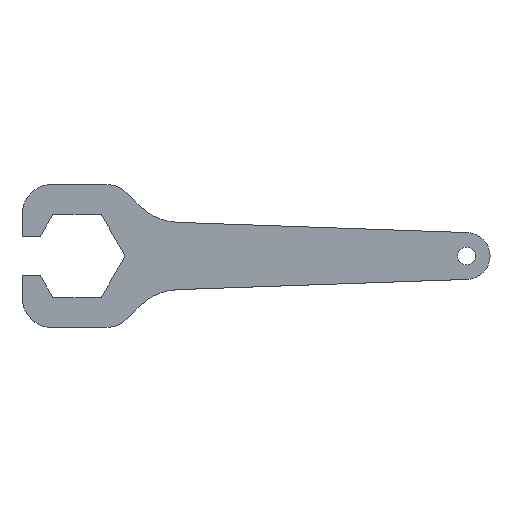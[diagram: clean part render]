
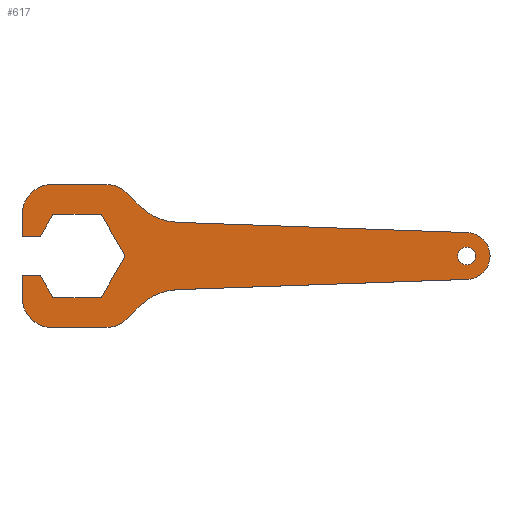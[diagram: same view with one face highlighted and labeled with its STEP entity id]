
A CAD part, top view. The second image highlights one B-rep face of the part: STEP entity #617.
In plain terms, the highlighted planar face has unit normal (0, 0, 1).
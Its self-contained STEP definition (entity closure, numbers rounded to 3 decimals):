
#35=CIRCLE('',#664,1.);
#36=CIRCLE('',#665,1.);
#37=CIRCLE('',#666,1.);
#38=CIRCLE('',#667,1.);
#39=CIRCLE('',#668,1.);
#40=CIRCLE('',#669,1.);
#41=CIRCLE('',#670,1.);
#42=CIRCLE('',#671,11.);
#43=CIRCLE('',#672,11.);
#44=CIRCLE('',#673,20.);
#45=CIRCLE('',#674,8.5);
#46=CIRCLE('',#675,20.);
#47=CIRCLE('',#676,11.);
#48=CIRCLE('',#677,11.);
#49=CIRCLE('',#678,3.25);
#65=ORIENTED_EDGE('',*,*,#249,.T.);
#66=ORIENTED_EDGE('',*,*,#250,.T.);
#67=ORIENTED_EDGE('',*,*,#251,.T.);
#68=ORIENTED_EDGE('',*,*,#252,.T.);
#69=ORIENTED_EDGE('',*,*,#253,.T.);
#70=ORIENTED_EDGE('',*,*,#254,.T.);
#71=ORIENTED_EDGE('',*,*,#255,.T.);
#72=ORIENTED_EDGE('',*,*,#256,.T.);
#73=ORIENTED_EDGE('',*,*,#257,.T.);
#74=ORIENTED_EDGE('',*,*,#258,.T.);
#75=ORIENTED_EDGE('',*,*,#259,.T.);
#76=ORIENTED_EDGE('',*,*,#260,.T.);
#77=ORIENTED_EDGE('',*,*,#261,.T.);
#78=ORIENTED_EDGE('',*,*,#262,.T.);
#79=ORIENTED_EDGE('',*,*,#263,.T.);
#80=ORIENTED_EDGE('',*,*,#264,.T.);
#81=ORIENTED_EDGE('',*,*,#265,.T.);
#82=ORIENTED_EDGE('',*,*,#266,.T.);
#83=ORIENTED_EDGE('',*,*,#267,.T.);
#84=ORIENTED_EDGE('',*,*,#268,.T.);
#85=ORIENTED_EDGE('',*,*,#269,.T.);
#86=ORIENTED_EDGE('',*,*,#270,.T.);
#87=ORIENTED_EDGE('',*,*,#271,.T.);
#88=ORIENTED_EDGE('',*,*,#272,.T.);
#89=ORIENTED_EDGE('',*,*,#273,.T.);
#90=ORIENTED_EDGE('',*,*,#274,.T.);
#91=ORIENTED_EDGE('',*,*,#275,.T.);
#92=ORIENTED_EDGE('',*,*,#276,.T.);
#93=ORIENTED_EDGE('',*,*,#277,.T.);
#94=ORIENTED_EDGE('',*,*,#278,.T.);
#95=ORIENTED_EDGE('',*,*,#279,.T.);
#249=EDGE_CURVE('',#341,#342,#403,.T.);
#250=EDGE_CURVE('',#342,#343,#35,.T.);
#251=EDGE_CURVE('',#343,#344,#404,.T.);
#252=EDGE_CURVE('',#344,#345,#36,.F.);
#253=EDGE_CURVE('',#345,#346,#405,.T.);
#254=EDGE_CURVE('',#346,#347,#37,.F.);
#255=EDGE_CURVE('',#347,#348,#406,.T.);
#256=EDGE_CURVE('',#348,#349,#38,.F.);
#257=EDGE_CURVE('',#349,#350,#407,.T.);
#258=EDGE_CURVE('',#350,#351,#39,.F.);
#259=EDGE_CURVE('',#351,#352,#408,.T.);
#260=EDGE_CURVE('',#352,#353,#40,.F.);
#261=EDGE_CURVE('',#353,#354,#409,.T.);
#262=EDGE_CURVE('',#354,#355,#41,.T.);
#263=EDGE_CURVE('',#355,#356,#410,.T.);
#264=EDGE_CURVE('',#356,#357,#411,.T.);
#265=EDGE_CURVE('',#357,#358,#42,.T.);
#266=EDGE_CURVE('',#358,#359,#412,.T.);
#267=EDGE_CURVE('',#359,#360,#43,.T.);
#268=EDGE_CURVE('',#360,#361,#413,.T.);
#269=EDGE_CURVE('',#361,#362,#44,.F.);
#270=EDGE_CURVE('',#362,#363,#414,.T.);
#271=EDGE_CURVE('',#363,#364,#45,.T.);
#272=EDGE_CURVE('',#364,#365,#415,.T.);
#273=EDGE_CURVE('',#365,#366,#46,.F.);
#274=EDGE_CURVE('',#366,#367,#416,.T.);
#275=EDGE_CURVE('',#367,#368,#47,.T.);
#276=EDGE_CURVE('',#368,#369,#417,.T.);
#277=EDGE_CURVE('',#369,#370,#48,.T.);
#278=EDGE_CURVE('',#370,#341,#418,.T.);
#279=EDGE_CURVE('',#371,#371,#49,.F.);
#341=VERTEX_POINT('',#919);
#342=VERTEX_POINT('',#920);
#343=VERTEX_POINT('',#922);
#344=VERTEX_POINT('',#924);
#345=VERTEX_POINT('',#926);
#346=VERTEX_POINT('',#928);
#347=VERTEX_POINT('',#930);
#348=VERTEX_POINT('',#932);
#349=VERTEX_POINT('',#934);
#350=VERTEX_POINT('',#936);
#351=VERTEX_POINT('',#938);
#352=VERTEX_POINT('',#940);
#353=VERTEX_POINT('',#942);
#354=VERTEX_POINT('',#944);
#355=VERTEX_POINT('',#946);
#356=VERTEX_POINT('',#948);
#357=VERTEX_POINT('',#950);
#358=VERTEX_POINT('',#952);
#359=VERTEX_POINT('',#954);
#360=VERTEX_POINT('',#956);
#361=VERTEX_POINT('',#958);
#362=VERTEX_POINT('',#960);
#363=VERTEX_POINT('',#962);
#364=VERTEX_POINT('',#964);
#365=VERTEX_POINT('',#966);
#366=VERTEX_POINT('',#968);
#367=VERTEX_POINT('',#970);
#368=VERTEX_POINT('',#972);
#369=VERTEX_POINT('',#974);
#370=VERTEX_POINT('',#976);
#371=VERTEX_POINT('',#979);
#403=LINE('',#918,#465);
#404=LINE('',#923,#466);
#405=LINE('',#927,#467);
#406=LINE('',#931,#468);
#407=LINE('',#935,#469);
#408=LINE('',#939,#470);
#409=LINE('',#943,#471);
#410=LINE('',#947,#472);
#411=LINE('',#949,#473);
#412=LINE('',#953,#474);
#413=LINE('',#957,#475);
#414=LINE('',#961,#476);
#415=LINE('',#965,#477);
#416=LINE('',#969,#478);
#417=LINE('',#973,#479);
#418=LINE('',#977,#480);
#465=VECTOR('',#730,1000.);
#466=VECTOR('',#733,1000.);
#467=VECTOR('',#736,1000.);
#468=VECTOR('',#739,1000.);
#469=VECTOR('',#742,1000.);
#470=VECTOR('',#745,1000.);
#471=VECTOR('',#748,1000.);
#472=VECTOR('',#751,1000.);
#473=VECTOR('',#752,1000.);
#474=VECTOR('',#755,1000.);
#475=VECTOR('',#758,1000.);
#476=VECTOR('',#761,1000.);
#477=VECTOR('',#764,1000.);
#478=VECTOR('',#767,1000.);
#479=VECTOR('',#770,1000.);
#480=VECTOR('',#773,1000.);
#527=EDGE_LOOP('',(#65,#66,#67,#68,#69,#70,#71,#72,#73,#74,#75,#76,#77,
#78,#79,#80,#81,#82,#83,#84,#85,#86,#87,#88,#89,#90,#91,#92,#93,#94));
#528=EDGE_LOOP('',(#95));
#563=FACE_BOUND('',#527,.T.);
#564=FACE_BOUND('',#528,.T.);
#599=PLANE('',#663);
#617=ADVANCED_FACE('',(#563,#564),#599,.T.);
#663=AXIS2_PLACEMENT_3D('',#917,#728,#729);
#664=AXIS2_PLACEMENT_3D('',#921,#731,#732);
#665=AXIS2_PLACEMENT_3D('',#925,#734,#735);
#666=AXIS2_PLACEMENT_3D('',#929,#737,#738);
#667=AXIS2_PLACEMENT_3D('',#933,#740,#741);
#668=AXIS2_PLACEMENT_3D('',#937,#743,#744);
#669=AXIS2_PLACEMENT_3D('',#941,#746,#747);
#670=AXIS2_PLACEMENT_3D('',#945,#749,#750);
#671=AXIS2_PLACEMENT_3D('',#951,#753,#754);
#672=AXIS2_PLACEMENT_3D('',#955,#756,#757);
#673=AXIS2_PLACEMENT_3D('',#959,#759,#760);
#674=AXIS2_PLACEMENT_3D('',#963,#762,#763);
#675=AXIS2_PLACEMENT_3D('',#967,#765,#766);
#676=AXIS2_PLACEMENT_3D('',#971,#768,#769);
#677=AXIS2_PLACEMENT_3D('',#975,#771,#772);
#678=AXIS2_PLACEMENT_3D('',#978,#774,#775);
#728=DIRECTION('',(0.,0.,1.));
#729=DIRECTION('',(1.,0.,0.));
#730=DIRECTION('',(1.,0.,0.));
#731=DIRECTION('',(0.,0.,1.));
#732=DIRECTION('',(1.,0.,0.));
#733=DIRECTION('',(0.5,0.866,0.));
#734=DIRECTION('',(0.,0.,1.));
#735=DIRECTION('',(1.,0.,0.));
#736=DIRECTION('',(1.,0.,0.));
#737=DIRECTION('',(0.,0.,1.));
#738=DIRECTION('',(1.,0.,0.));
#739=DIRECTION('',(0.5,-0.866,0.));
#740=DIRECTION('',(0.,0.,1.));
#741=DIRECTION('',(1.,0.,0.));
#742=DIRECTION('',(-0.5,-0.866,0.));
#743=DIRECTION('',(0.,0.,1.));
#744=DIRECTION('',(1.,0.,0.));
#745=DIRECTION('',(-1.,0.,0.));
#746=DIRECTION('',(0.,0.,1.));
#747=DIRECTION('',(1.,0.,0.));
#748=DIRECTION('',(-0.5,0.866,0.));
#749=DIRECTION('',(0.,0.,1.));
#750=DIRECTION('',(1.,0.,0.));
#751=DIRECTION('',(-1.,0.,0.));
#752=DIRECTION('',(0.,-1.,0.));
#753=DIRECTION('',(0.,0.,1.));
#754=DIRECTION('',(1.,0.,0.));
#755=DIRECTION('',(1.,0.,0.));
#756=DIRECTION('',(0.,0.,1.));
#757=DIRECTION('',(1.,0.,0.));
#758=DIRECTION('',(0.707,0.707,0.));
#759=DIRECTION('',(0.,0.,1.));
#760=DIRECTION('',(1.,0.,0.));
#761=DIRECTION('',(0.999,0.035,0.));
#762=DIRECTION('',(0.,0.,1.));
#763=DIRECTION('',(-1.,0.,0.));
#764=DIRECTION('',(-0.999,0.035,0.));
#765=DIRECTION('',(0.,0.,1.));
#766=DIRECTION('',(1.,0.,0.));
#767=DIRECTION('',(-0.707,0.707,0.));
#768=DIRECTION('',(0.,0.,1.));
#769=DIRECTION('',(1.,0.,0.));
#770=DIRECTION('',(-1.,0.,0.));
#771=DIRECTION('',(0.,0.,1.));
#772=DIRECTION('',(1.,0.,0.));
#773=DIRECTION('',(0.,-1.,0.));
#774=DIRECTION('',(0.,0.,1.));
#775=DIRECTION('',(1.,0.,0.));
#917=CARTESIAN_POINT('',(141.5,0.,3.));
#918=CARTESIAN_POINT('',(141.5,7.,3.));
#919=CARTESIAN_POINT('',(-20.,7.,3.));
#920=CARTESIAN_POINT('',(-14.018,7.,3.));
#921=CARTESIAN_POINT('',(-14.018,8.,3.));
#922=CARTESIAN_POINT('',(-13.152,7.5,3.));
#923=CARTESIAN_POINT('',(-17.482,0.,3.));
#924=CARTESIAN_POINT('',(-9.03,14.64,3.));
#925=CARTESIAN_POINT('',(-8.164,14.14,3.));
#926=CARTESIAN_POINT('',(-8.164,15.14,3.));
#927=CARTESIAN_POINT('',(-8.741,15.14,3.));
#928=CARTESIAN_POINT('',(8.164,15.14,3.));
#929=CARTESIAN_POINT('',(8.164,14.14,3.));
#930=CARTESIAN_POINT('',(9.03,14.64,3.));
#931=CARTESIAN_POINT('',(8.741,15.14,3.));
#932=CARTESIAN_POINT('',(17.193,0.5,3.));
#933=CARTESIAN_POINT('',(16.327,0.,3.));
#934=CARTESIAN_POINT('',(17.193,-0.5,3.));
#935=CARTESIAN_POINT('',(17.482,0.,3.));
#936=CARTESIAN_POINT('',(9.03,-14.64,3.));
#937=CARTESIAN_POINT('',(8.164,-14.14,3.));
#938=CARTESIAN_POINT('',(8.164,-15.14,3.));
#939=CARTESIAN_POINT('',(8.741,-15.14,3.));
#940=CARTESIAN_POINT('',(-8.164,-15.14,3.));
#941=CARTESIAN_POINT('',(-8.164,-14.14,3.));
#942=CARTESIAN_POINT('',(-9.03,-14.64,3.));
#943=CARTESIAN_POINT('',(-8.741,-15.14,3.));
#944=CARTESIAN_POINT('',(-13.152,-7.5,3.));
#945=CARTESIAN_POINT('',(-14.018,-8.,3.));
#946=CARTESIAN_POINT('',(-14.018,-7.,3.));
#947=CARTESIAN_POINT('',(141.5,-7.,3.));
#948=CARTESIAN_POINT('',(-20.,-7.,3.));
#949=CARTESIAN_POINT('',(-20.,26.,3.));
#950=CARTESIAN_POINT('',(-20.,-15.,3.));
#951=CARTESIAN_POINT('',(-9.,-15.,3.));
#952=CARTESIAN_POINT('',(-9.,-26.,3.));
#953=CARTESIAN_POINT('',(-20.,-26.,3.));
#954=CARTESIAN_POINT('',(10.444,-26.,3.));
#955=CARTESIAN_POINT('',(10.444,-15.,3.));
#956=CARTESIAN_POINT('',(18.222,-22.778,3.));
#957=CARTESIAN_POINT('',(28.5,-12.5,3.));
#958=CARTESIAN_POINT('',(22.933,-18.067,3.));
#959=CARTESIAN_POINT('',(37.075,-32.209,3.));
#960=CARTESIAN_POINT('',(36.368,-12.222,3.));
#961=CARTESIAN_POINT('',(141.8,-8.495,3.));
#962=CARTESIAN_POINT('',(141.8,-8.495,3.));
#963=CARTESIAN_POINT('',(141.5,0.,3.));
#964=CARTESIAN_POINT('',(141.8,8.495,3.));
#965=CARTESIAN_POINT('',(28.5,12.5,3.));
#966=CARTESIAN_POINT('',(36.368,12.222,3.));
#967=CARTESIAN_POINT('',(37.075,32.209,3.));
#968=CARTESIAN_POINT('',(22.933,18.067,3.));
#969=CARTESIAN_POINT('',(15.,26.,3.));
#970=CARTESIAN_POINT('',(18.222,22.778,3.));
#971=CARTESIAN_POINT('',(10.444,15.,3.));
#972=CARTESIAN_POINT('',(10.444,26.,3.));
#973=CARTESIAN_POINT('',(15.,26.,3.));
#974=CARTESIAN_POINT('',(-9.,26.,3.));
#975=CARTESIAN_POINT('',(-9.,15.,3.));
#976=CARTESIAN_POINT('',(-20.,15.,3.));
#977=CARTESIAN_POINT('',(-20.,26.,3.));
#978=CARTESIAN_POINT('',(141.5,0.,3.));
#979=CARTESIAN_POINT('',(144.75,0.,3.));
